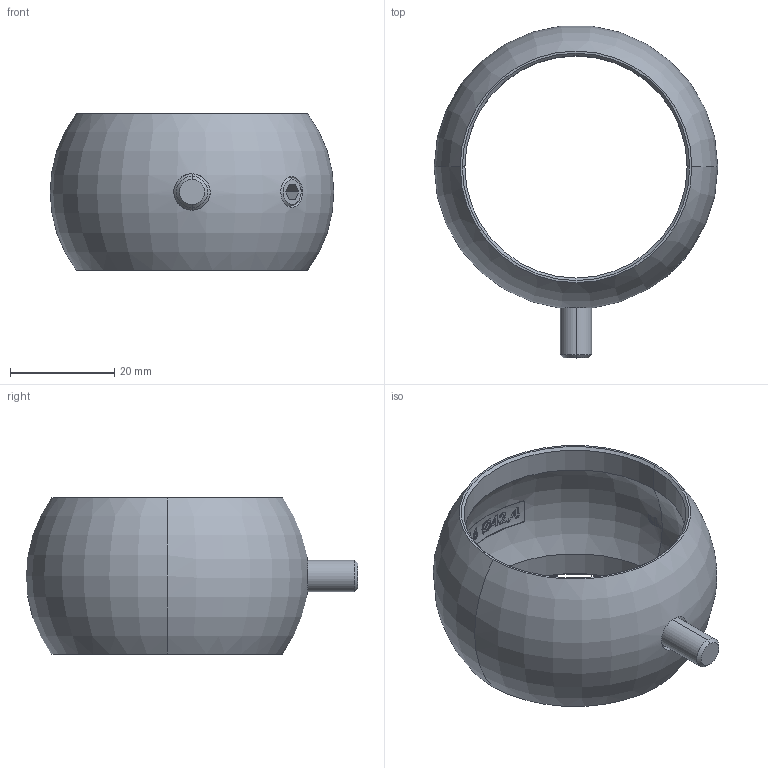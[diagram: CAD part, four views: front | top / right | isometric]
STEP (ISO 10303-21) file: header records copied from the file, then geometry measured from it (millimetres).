
FILE_DESCRIPTION (( 'STEP AP203' ), '1' );
FILE_NAME ('50241-V4A.step', '2020-08-27T14:42:34', ( '' ), ( '' ), 'SwSTEP 2.0', 'SolidWorks 2018', '' );
FILE_SCHEMA (( 'CONFIG_CONTROL_DESIGN' ));
Length unit declared in the file: millimetre
Products named in the file (4): DIN-7991 M3-M10_DIN7991 M6x14; 50241-V4A; 502XX-240 Teil1_50241-V4A Teil1; DIN913_DIN 913 M6x6
Assembly tree (3 placements, depth 2):
  50241-V4A
    502XX-240 Teil1_50241-V4A Teil1
    DIN913_DIN 913 M6x6
    DIN-7991 M3-M10_DIN7991 M6x14
Bounding box: 54.5 x 63.79 x 30 mm (x, y, z)
Volume: 15146.7 mm3; surface area: 10428.3 mm2
Topology: 3 solids, 3 shells, 432 faces, 1127 edges, 730 vertices
Faces by surface type: plane 224, bspline 118, torus 54, cylinder 20, cone 16
Entity records: 20961 total; most frequent: CARTESIAN_POINT 11041, ORIENTED_EDGE 2246, DIRECTION 1529, EDGE_CURVE 1123, VERTEX_POINT 730, AXIS2_PLACEMENT_3D 570, B_SPLINE_CURVE_WITH_KNOTS 484, EDGE_LOOP 471
